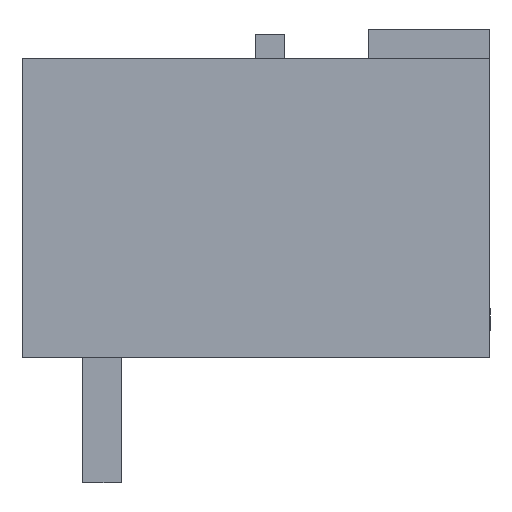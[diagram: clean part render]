
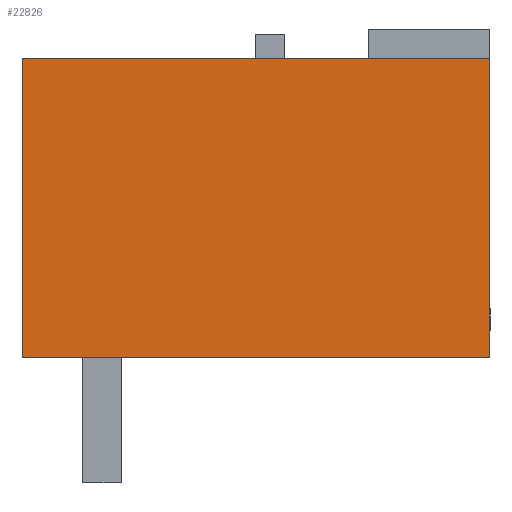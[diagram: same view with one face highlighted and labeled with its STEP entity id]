
A CAD part, left-side view. The second image highlights one B-rep face of the part: STEP entity #22826.
In plain terms, the highlighted planar face has unit normal (-1, 0, 0).
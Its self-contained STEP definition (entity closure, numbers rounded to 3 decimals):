
#22813=AXIS2_PLACEMENT_3D('Plane Axis2P3D',#22810,#22811,#22812) ;
#18660=CARTESIAN_POINT('Vertex',(0.,12.,3.2)) ;
#18663=CARTESIAN_POINT('Line Origine',(0.,12.,7.04)) ;
#18667=CARTESIAN_POINT('Vertex',(0.,12.,10.88)) ;
#19389=CARTESIAN_POINT('Vertex',(0.,0.,10.88)) ;
#19392=CARTESIAN_POINT('Line Origine',(0.,0.,7.04)) ;
#19396=CARTESIAN_POINT('Vertex',(0.,0.,3.2)) ;
#22606=CARTESIAN_POINT('Line Origine',(0.,6.,10.88)) ;
#22810=CARTESIAN_POINT('Axis2P3D Location',(0.,0.,10.88)) ;
#22815=CARTESIAN_POINT('Line Origine',(0.,6.,3.2)) ;
#18664=DIRECTION('Vector Direction',(0.,0.,-1.)) ;
#19393=DIRECTION('Vector Direction',(0.,0.,-1.)) ;
#22607=DIRECTION('Vector Direction',(0.,1.,0.)) ;
#22811=DIRECTION('Axis2P3D Direction',(1.,0.,0.)) ;
#22812=DIRECTION('Axis2P3D XDirection',(0.,0.,-1.)) ;
#22816=DIRECTION('Vector Direction',(0.,1.,0.)) ;
#18665=VECTOR('Line Direction',#18664,1.) ;
#19394=VECTOR('Line Direction',#19393,1.) ;
#22608=VECTOR('Line Direction',#22607,1.) ;
#22817=VECTOR('Line Direction',#22816,1.) ;
#22821=ORIENTED_EDGE('',*,*,#22819,.F.) ;
#22822=ORIENTED_EDGE('',*,*,#19398,.F.) ;
#22823=ORIENTED_EDGE('',*,*,#22610,.T.) ;
#22824=ORIENTED_EDGE('',*,*,#18669,.F.) ;
#22826=ADVANCED_FACE('Body',(#22825),#22814,.F.) ;
#18669=EDGE_CURVE('',#18661,#18668,#18666,.F.) ;
#19398=EDGE_CURVE('',#19390,#19397,#19395,.T.) ;
#22610=EDGE_CURVE('',#19390,#18668,#22609,.T.) ;
#22819=EDGE_CURVE('',#19397,#18661,#22818,.T.) ;
#22820=EDGE_LOOP('',(#22821,#22822,#22823,#22824)) ;
#22825=FACE_OUTER_BOUND('',#22820,.T.) ;
#18666=LINE('Line',#18663,#18665) ;
#19395=LINE('Line',#19392,#19394) ;
#22609=LINE('Line',#22606,#22608) ;
#22818=LINE('Line',#22815,#22817) ;
#22814=PLANE('',#22813) ;
#18661=VERTEX_POINT('',#18660) ;
#18668=VERTEX_POINT('',#18667) ;
#19390=VERTEX_POINT('',#19389) ;
#19397=VERTEX_POINT('',#19396) ;
